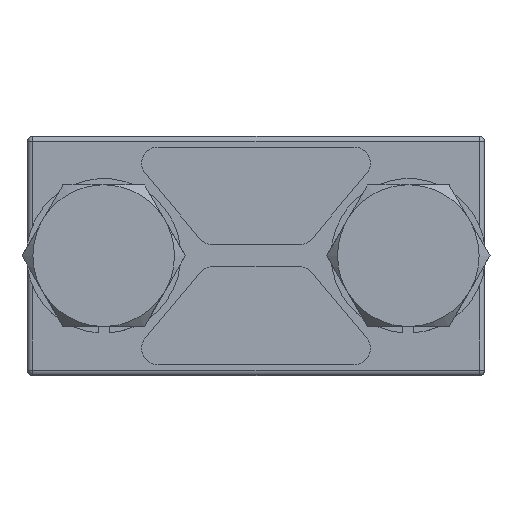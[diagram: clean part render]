
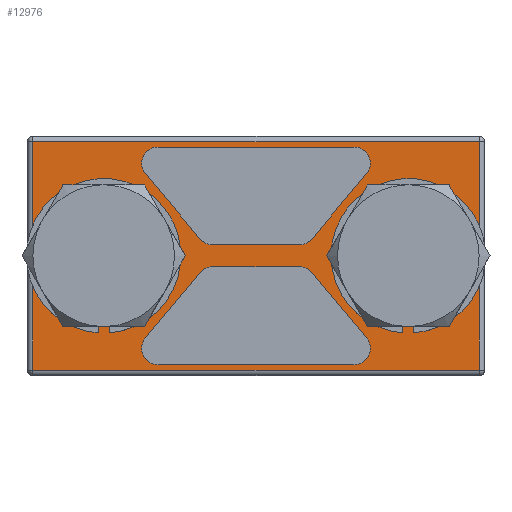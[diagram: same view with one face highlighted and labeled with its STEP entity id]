
A CAD part, top view. The second image highlights one B-rep face of the part: STEP entity #12976.
In plain terms, the highlighted face is planar.
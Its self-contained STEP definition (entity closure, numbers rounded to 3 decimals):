
#690=DIRECTION('',(1.,0.,0.));
#691=VECTOR('',#690,41.);
#692=CARTESIAN_POINT('',(-20.5,10.5,
0.));
#693=LINE('',#692,#691);
#4405=CARTESIAN_POINT('',(-14.,0.,
0.));
#4406=DIRECTION('',(0.,0.,-1.));
#4407=DIRECTION('',(0.,1.,0.));
#4408=AXIS2_PLACEMENT_3D('',#4405,#4406,#4407);
#4413=CARTESIAN_POINT('',(-14.,0.,0.));
#4414=DIRECTION('',(0.,0.,-1.));
#4415=DIRECTION('',(0.,-1.,0.));
#4416=AXIS2_PLACEMENT_3D('',#4413,#4414,#4415);
#4421=CARTESIAN_POINT('',(14.,0.,0.));
#4422=DIRECTION('',(0.,0.,-1.));
#4423=DIRECTION('',(0.,1.,0.));
#4424=AXIS2_PLACEMENT_3D('',#4421,#4422,#4423);
#4429=CARTESIAN_POINT('',(14.,0.,0.));
#4430=DIRECTION('',(0.,0.,-1.));
#4431=DIRECTION('',(0.,-1.,0.));
#4432=AXIS2_PLACEMENT_3D('',#4429,#4430,#4431);
#4437=DIRECTION('',(-0.643,0.766,0.));
#4438=VECTOR('',#4437,7.832);
#4439=CARTESIAN_POINT('',(-5.114,1.536,0.));
#4440=LINE('',#4439,#4438);
#4444=CARTESIAN_POINT('',(-9.,8.5,0.));
#4445=DIRECTION('',(0.,0.,-1.));
#4446=DIRECTION('',(-0.766,-0.643,0.));
#4447=AXIS2_PLACEMENT_3D('',#4444,#4445,#4446);
#4452=DIRECTION('',(1.,0.,0.));
#4453=VECTOR('',#4452,18.);
#4454=CARTESIAN_POINT('',(-9.,10.,0.));
#4455=LINE('',#4454,#4453);
#4459=CARTESIAN_POINT('',(9.,8.5,0.));
#4460=DIRECTION('',(0.,0.,-1.));
#4461=DIRECTION('',(0.,1.,0.));
#4462=AXIS2_PLACEMENT_3D('',#4459,#4460,#4461);
#4467=DIRECTION('',(-0.643,-0.766,0.));
#4468=VECTOR('',#4467,7.832);
#4469=CARTESIAN_POINT('',(10.149,7.536,0.));
#4470=LINE('',#4469,#4468);
#4474=CARTESIAN_POINT('',(3.965,2.5,0.));
#4475=DIRECTION('',(0.,0.,-1.));
#4476=DIRECTION('',(0.766,-0.643,0.));
#4477=AXIS2_PLACEMENT_3D('',#4474,#4475,#4476);
#4482=CARTESIAN_POINT('',(-3.965,2.5,0.));
#4483=DIRECTION('',(0.,0.,-1.));
#4484=DIRECTION('',(0.,-1.,0.));
#4485=AXIS2_PLACEMENT_3D('',#4482,#4483,#4484);
#4490=DIRECTION('',(0.643,0.766,0.));
#4491=VECTOR('',#4490,7.832);
#4492=CARTESIAN_POINT('',(-10.149,-7.536,0.));
#4493=LINE('',#4492,#4491);
#4497=CARTESIAN_POINT('',(-3.965,-2.5,0.));
#4498=DIRECTION('',(0.,0.,-1.));
#4499=DIRECTION('',(-0.766,0.643,0.));
#4500=AXIS2_PLACEMENT_3D('',#4497,#4498,#4499);
#4505=DIRECTION('',(1.,0.,0.));
#4506=VECTOR('',#4505,7.931);
#4507=CARTESIAN_POINT('',(-3.965,-1.,0.));
#4508=LINE('',#4507,#4506);
#4512=CARTESIAN_POINT('',(3.965,-2.5,0.));
#4513=DIRECTION('',(0.,0.,-1.));
#4514=DIRECTION('',(0.,1.,0.));
#4515=AXIS2_PLACEMENT_3D('',#4512,#4513,#4514);
#4520=DIRECTION('',(0.643,-0.766,0.));
#4521=VECTOR('',#4520,7.832);
#4522=CARTESIAN_POINT('',(5.114,-1.536,0.));
#4523=LINE('',#4522,#4521);
#4527=CARTESIAN_POINT('',(9.,-8.5,0.));
#4528=DIRECTION('',(0.,0.,-1.));
#4529=DIRECTION('',(0.766,0.643,0.));
#4530=AXIS2_PLACEMENT_3D('',#4527,#4528,#4529);
#4535=CARTESIAN_POINT('',(-9.,-8.5,0.));
#4536=DIRECTION('',(0.,0.,-1.));
#4537=DIRECTION('',(0.,-1.,0.));
#4538=AXIS2_PLACEMENT_3D('',#4535,#4536,#4537);
#4543=CARTESIAN_POINT('',(-9.,-8.5,0.));
#4544=DIRECTION('',(0.,0.,-1.));
#4545=DIRECTION('',(-1.,0.,0.));
#4546=AXIS2_PLACEMENT_3D('',#4543,#4544,#4545);
#4558=DIRECTION('',(0.,1.,0.));
#4559=VECTOR('',#4558,21.);
#4560=CARTESIAN_POINT('',(-20.5,-10.5,
0.));
#4561=LINE('',#4560,#4559);
#5896=DIRECTION('',(0.,-1.,0.));
#5897=VECTOR('',#5896,21.);
#5898=CARTESIAN_POINT('',(20.5,10.5,
0.));
#5899=LINE('',#5898,#5897);
#5993=DIRECTION('',(-1.,0.,0.));
#5994=VECTOR('',#5993,41.);
#5995=CARTESIAN_POINT('',(20.5,-10.5,
0.));
#5996=LINE('',#5995,#5994);
#6302=DIRECTION('',(1.,0.,0.));
#6303=VECTOR('',#6302,7.931);
#6304=CARTESIAN_POINT('',(-3.965,1.,0.));
#6305=LINE('',#6304,#6303);
#6425=DIRECTION('',(1.,0.,0.));
#6426=VECTOR('',#6425,18.);
#6427=CARTESIAN_POINT('',(-9.,-10.,0.));
#6428=LINE('',#6427,#6426);
#6784=CARTESIAN_POINT('',(20.5,10.5,0.));
#6785=VERTEX_POINT('',#6784);
#6786=CARTESIAN_POINT('',(-20.5,10.5,
0.));
#6787=VERTEX_POINT('',#6786);
#7122=CARTESIAN_POINT('',(14.,-4.75,0.));
#7123=VERTEX_POINT('',#7122);
#7124=CARTESIAN_POINT('',(14.,4.75,0.));
#7125=VERTEX_POINT('',#7124);
#7126=CARTESIAN_POINT('',(-20.5,-10.5,
0.));
#7127=VERTEX_POINT('',#7126);
#7128=CARTESIAN_POINT('',(20.5,-10.5,
0.));
#7129=VERTEX_POINT('',#7128);
#7130=CARTESIAN_POINT('',(-14.,4.75,
0.));
#7131=CARTESIAN_POINT('',(-14.,-4.75,
0.));
#7132=VERTEX_POINT('',#7130);
#7133=VERTEX_POINT('',#7131);
#7134=CARTESIAN_POINT('',(-5.114,1.536,0.));
#7135=CARTESIAN_POINT('',(-10.149,7.536,0.));
#7136=VERTEX_POINT('',#7134);
#7137=VERTEX_POINT('',#7135);
#7138=CARTESIAN_POINT('',(-9.,10.,0.));
#7139=VERTEX_POINT('',#7138);
#7140=CARTESIAN_POINT('',(9.,10.,0.));
#7141=VERTEX_POINT('',#7140);
#7142=CARTESIAN_POINT('',(10.149,7.536,0.));
#7143=VERTEX_POINT('',#7142);
#7144=CARTESIAN_POINT('',(5.114,1.536,0.));
#7145=VERTEX_POINT('',#7144);
#7146=CARTESIAN_POINT('',(3.965,1.,0.));
#7147=VERTEX_POINT('',#7146);
#7148=CARTESIAN_POINT('',(-3.965,1.,0.));
#7149=VERTEX_POINT('',#7148);
#7150=CARTESIAN_POINT('',(-10.149,-7.536,0.));
#7151=CARTESIAN_POINT('',(-5.114,-1.536,0.));
#7152=VERTEX_POINT('',#7150);
#7153=VERTEX_POINT('',#7151);
#7154=CARTESIAN_POINT('',(-3.965,-1.,0.));
#7155=VERTEX_POINT('',#7154);
#7156=CARTESIAN_POINT('',(3.965,-1.,0.));
#7157=VERTEX_POINT('',#7156);
#7158=CARTESIAN_POINT('',(5.114,-1.536,0.));
#7159=VERTEX_POINT('',#7158);
#7160=CARTESIAN_POINT('',(10.149,-7.536,0.));
#7161=VERTEX_POINT('',#7160);
#7162=CARTESIAN_POINT('',(9.,-10.,0.));
#7163=VERTEX_POINT('',#7162);
#7164=CARTESIAN_POINT('',(-9.,-10.,0.));
#7165=VERTEX_POINT('',#7164);
#7166=CARTESIAN_POINT('',(-10.5,-8.5,0.));
#7167=VERTEX_POINT('',#7166);
#12914=CARTESIAN_POINT('',(0.,0.,0.));
#12915=DIRECTION('',(0.,0.,1.));
#12916=DIRECTION('',(0.,1.,0.));
#12917=AXIS2_PLACEMENT_3D('',#12914,#12915,#12916);
#12918=PLANE('',#12917);
#12919=ORIENTED_EDGE('',*,*,#8196,.F.);
#12921=ORIENTED_EDGE('',*,*,#12920,.F.);
#12923=ORIENTED_EDGE('',*,*,#12922,.F.);
#12925=ORIENTED_EDGE('',*,*,#12924,.F.);
#12926=EDGE_LOOP('',(#12919,#12921,#12923,#12925));
#12927=FACE_OUTER_BOUND('',#12926,.F.);
#12929=ORIENTED_EDGE('',*,*,#12928,.T.);
#12931=ORIENTED_EDGE('',*,*,#12930,.T.);
#12932=EDGE_LOOP('',(#12929,#12931));
#12933=FACE_BOUND('',#12932,.F.);
#12934=ORIENTED_EDGE('',*,*,#12880,.T.);
#12935=ORIENTED_EDGE('',*,*,#12901,.T.);
#12936=EDGE_LOOP('',(#12934,#12935));
#12937=FACE_BOUND('',#12936,.F.);
#12939=ORIENTED_EDGE('',*,*,#12938,.T.);
#12941=ORIENTED_EDGE('',*,*,#12940,.T.);
#12943=ORIENTED_EDGE('',*,*,#12942,.T.);
#12945=ORIENTED_EDGE('',*,*,#12944,.T.);
#12947=ORIENTED_EDGE('',*,*,#12946,.T.);
#12949=ORIENTED_EDGE('',*,*,#12948,.T.);
#12951=ORIENTED_EDGE('',*,*,#12950,.F.);
#12953=ORIENTED_EDGE('',*,*,#12952,.T.);
#12954=EDGE_LOOP('',(#12939,#12941,#12943,#12945,#12947,#12949,#12951,#12953));
#12955=FACE_BOUND('',#12954,.F.);
#12957=ORIENTED_EDGE('',*,*,#12956,.T.);
#12959=ORIENTED_EDGE('',*,*,#12958,.T.);
#12961=ORIENTED_EDGE('',*,*,#12960,.T.);
#12963=ORIENTED_EDGE('',*,*,#12962,.T.);
#12965=ORIENTED_EDGE('',*,*,#12964,.T.);
#12967=ORIENTED_EDGE('',*,*,#12966,.T.);
#12969=ORIENTED_EDGE('',*,*,#12968,.F.);
#12971=ORIENTED_EDGE('',*,*,#12970,.T.);
#12973=ORIENTED_EDGE('',*,*,#12972,.T.);
#12974=EDGE_LOOP('',(#12957,#12959,#12961,#12963,#12965,#12967,#12969,#12971,
#12973));
#12975=FACE_BOUND('',#12974,.F.);
#4409=CIRCLE('',#4408,4.75);
#4417=CIRCLE('',#4416,4.75);
#4425=CIRCLE('',#4424,4.75);
#4433=CIRCLE('',#4432,4.75);
#4448=CIRCLE('',#4447,1.5);
#4463=CIRCLE('',#4462,1.5);
#4478=CIRCLE('',#4477,1.5);
#4486=CIRCLE('',#4485,1.5);
#4501=CIRCLE('',#4500,1.5);
#4516=CIRCLE('',#4515,1.5);
#4531=CIRCLE('',#4530,1.5);
#4539=CIRCLE('',#4538,1.5);
#4547=CIRCLE('',#4546,1.5);
#8196=EDGE_CURVE('',#6787,#6785,#693,.T.);
#12880=EDGE_CURVE('',#7125,#7123,#4425,.T.);
#12901=EDGE_CURVE('',#7123,#7125,#4433,.T.);
#12920=EDGE_CURVE('',#7127,#6787,#4561,.T.);
#12922=EDGE_CURVE('',#7129,#7127,#5996,.T.);
#12924=EDGE_CURVE('',#6785,#7129,#5899,.T.);
#12928=EDGE_CURVE('',#7132,#7133,#4409,.T.);
#12930=EDGE_CURVE('',#7133,#7132,#4417,.T.);
#12938=EDGE_CURVE('',#7136,#7137,#4440,.T.);
#12940=EDGE_CURVE('',#7137,#7139,#4448,.T.);
#12942=EDGE_CURVE('',#7139,#7141,#4455,.T.);
#12944=EDGE_CURVE('',#7141,#7143,#4463,.T.);
#12946=EDGE_CURVE('',#7143,#7145,#4470,.T.);
#12948=EDGE_CURVE('',#7145,#7147,#4478,.T.);
#12950=EDGE_CURVE('',#7149,#7147,#6305,.T.);
#12952=EDGE_CURVE('',#7149,#7136,#4486,.T.);
#12956=EDGE_CURVE('',#7152,#7153,#4493,.T.);
#12958=EDGE_CURVE('',#7153,#7155,#4501,.T.);
#12960=EDGE_CURVE('',#7155,#7157,#4508,.T.);
#12962=EDGE_CURVE('',#7157,#7159,#4516,.T.);
#12964=EDGE_CURVE('',#7159,#7161,#4523,.T.);
#12966=EDGE_CURVE('',#7161,#7163,#4531,.T.);
#12968=EDGE_CURVE('',#7165,#7163,#6428,.T.);
#12970=EDGE_CURVE('',#7165,#7167,#4539,.T.);
#12972=EDGE_CURVE('',#7167,#7152,#4547,.T.);
#12976=ADVANCED_FACE('',(#12927,#12933,#12937,#12955,#12975),#12918,.F.);
